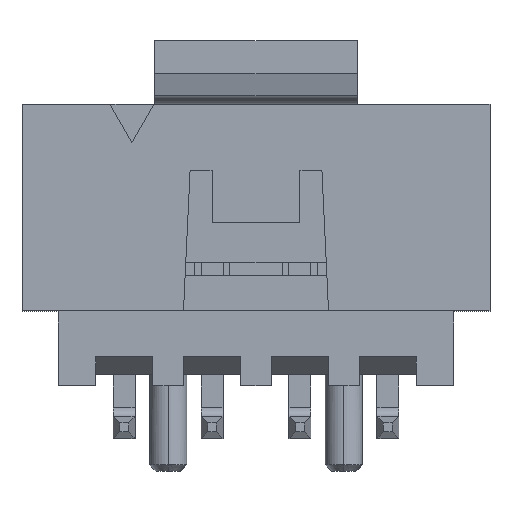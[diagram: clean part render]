
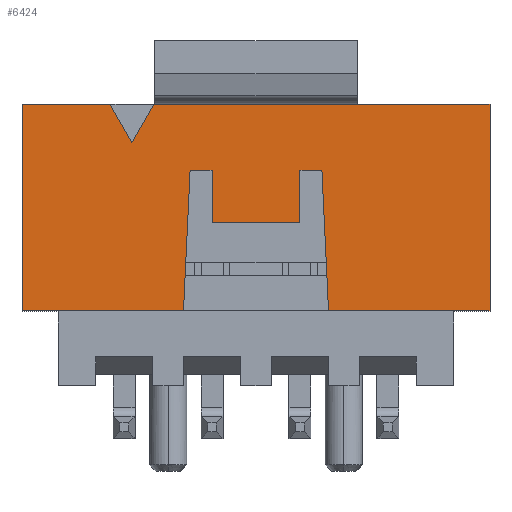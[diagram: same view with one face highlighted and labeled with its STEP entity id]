
A CAD part, top view. The second image highlights one B-rep face of the part: STEP entity #6424.
In plain terms, the highlighted planar face has unit normal (0, 0, 1).
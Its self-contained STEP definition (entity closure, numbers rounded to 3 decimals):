
#1596=DIRECTION('',(0.5,-0.866,0.));
#1597=VECTOR('',#1596,1.);
#1598=CARTESIAN_POINT('',(-3.325,3.2,3.15));
#1599=LINE('',#1598,#1597);
#1600=DIRECTION('',(0.5,0.866,0.));
#1601=VECTOR('',#1600,1.);
#1602=CARTESIAN_POINT('',(-2.825,2.334,3.15));
#1603=LINE('',#1602,#1601);
#1604=DIRECTION('',(-1.,0.,0.));
#1605=VECTOR('',#1604,7.65);
#1606=CARTESIAN_POINT('',(5.325,3.2,3.15));
#1607=LINE('',#1606,#1605);
#1608=DIRECTION('',(0.,1.,0.));
#1609=VECTOR('',#1608,4.7);
#1610=CARTESIAN_POINT('',(5.325,-1.5,3.15));
#1611=LINE('',#1610,#1609);
#1612=DIRECTION('',(1.,0.,0.));
#1613=VECTOR('',#1612,3.675);
#1614=CARTESIAN_POINT('',(1.65,-1.5,3.15));
#1615=LINE('',#1614,#1613);
#1616=DIRECTION('',(-0.047,0.999,0.));
#1617=VECTOR('',#1616,3.204);
#1618=CARTESIAN_POINT('',(1.65,-1.5,3.15));
#1619=LINE('',#1618,#1617);
#1620=DIRECTION('',(-1.,0.,0.));
#1621=VECTOR('',#1620,0.5);
#1622=CARTESIAN_POINT('',(1.5,1.7,3.15));
#1623=LINE('',#1622,#1621);
#1624=DIRECTION('',(0.,-1.,0.));
#1625=VECTOR('',#1624,1.2);
#1626=CARTESIAN_POINT('',(1.,1.7,3.15));
#1627=LINE('',#1626,#1625);
#1628=DIRECTION('',(-1.,0.,0.));
#1629=VECTOR('',#1628,2.);
#1630=CARTESIAN_POINT('',(1.,0.5,3.15));
#1631=LINE('',#1630,#1629);
#1632=DIRECTION('',(0.,1.,0.));
#1633=VECTOR('',#1632,1.2);
#1634=CARTESIAN_POINT('',(-1.,0.5,3.15));
#1635=LINE('',#1634,#1633);
#1636=DIRECTION('',(-1.,0.,0.));
#1637=VECTOR('',#1636,0.5);
#1638=CARTESIAN_POINT('',(-1.,1.7,3.15));
#1639=LINE('',#1638,#1637);
#1640=DIRECTION('',(-0.047,-0.999,0.));
#1641=VECTOR('',#1640,3.204);
#1642=CARTESIAN_POINT('',(-1.5,1.7,3.15));
#1643=LINE('',#1642,#1641);
#1644=DIRECTION('',(1.,0.,0.));
#1645=VECTOR('',#1644,3.675);
#1646=CARTESIAN_POINT('',(-5.325,-1.5,3.15));
#1647=LINE('',#1646,#1645);
#1648=DIRECTION('',(0.,-1.,0.));
#1649=VECTOR('',#1648,4.7);
#1650=CARTESIAN_POINT('',(-5.325,3.2,3.15));
#1651=LINE('',#1650,#1649);
#1652=DIRECTION('',(-1.,0.,0.));
#1653=VECTOR('',#1652,2.);
#1654=CARTESIAN_POINT('',(-3.325,3.2,3.15));
#1655=LINE('',#1654,#1653);
#3193=CARTESIAN_POINT('',(-5.325,3.2,3.15));
#3194=CARTESIAN_POINT('',(-5.325,-1.5,3.15));
#3195=VERTEX_POINT('',#3193);
#3196=VERTEX_POINT('',#3194);
#3197=CARTESIAN_POINT('',(5.325,-1.5,3.15));
#3198=CARTESIAN_POINT('',(5.325,3.2,3.15));
#3199=VERTEX_POINT('',#3197);
#3200=VERTEX_POINT('',#3198);
#3325=CARTESIAN_POINT('',(-3.325,3.2,3.15));
#3326=CARTESIAN_POINT('',(-2.825,2.334,3.15));
#3327=VERTEX_POINT('',#3325);
#3328=VERTEX_POINT('',#3326);
#3329=CARTESIAN_POINT('',(-2.325,3.2,3.15));
#3330=VERTEX_POINT('',#3329);
#3397=CARTESIAN_POINT('',(-1.,1.7,3.15));
#3398=CARTESIAN_POINT('',(-1.5,1.7,3.15));
#3399=VERTEX_POINT('',#3397);
#3400=VERTEX_POINT('',#3398);
#3401=CARTESIAN_POINT('',(-1.65,-1.5,3.15));
#3402=VERTEX_POINT('',#3401);
#3403=CARTESIAN_POINT('',(1.65,-1.5,3.15));
#3404=CARTESIAN_POINT('',(1.5,1.7,3.15));
#3405=VERTEX_POINT('',#3403);
#3406=VERTEX_POINT('',#3404);
#3407=CARTESIAN_POINT('',(1.,1.7,3.15));
#3408=VERTEX_POINT('',#3407);
#3457=CARTESIAN_POINT('',(1.,0.5,3.15));
#3458=VERTEX_POINT('',#3457);
#3459=CARTESIAN_POINT('',(-1.,0.5,3.15));
#3460=VERTEX_POINT('',#3459);
#6396=CARTESIAN_POINT('',(0.,0.,3.15));
#6397=DIRECTION('',(0.,0.,1.));
#6398=DIRECTION('',(1.,0.,0.));
#6399=AXIS2_PLACEMENT_3D('',#6396,#6397,#6398);
#6400=PLANE('',#6399);
#6402=ORIENTED_EDGE('',*,*,#6401,.T.);
#6404=ORIENTED_EDGE('',*,*,#6403,.T.);
#6405=ORIENTED_EDGE('',*,*,#4262,.F.);
#6406=ORIENTED_EDGE('',*,*,#4282,.F.);
#6407=ORIENTED_EDGE('',*,*,#5587,.F.);
#6408=ORIENTED_EDGE('',*,*,#5657,.T.);
#6410=ORIENTED_EDGE('',*,*,#6409,.T.);
#6412=ORIENTED_EDGE('',*,*,#6411,.T.);
#6414=ORIENTED_EDGE('',*,*,#6413,.T.);
#6416=ORIENTED_EDGE('',*,*,#6415,.T.);
#6417=ORIENTED_EDGE('',*,*,#6389,.T.);
#6418=ORIENTED_EDGE('',*,*,#5625,.T.);
#6419=ORIENTED_EDGE('',*,*,#5592,.F.);
#6420=ORIENTED_EDGE('',*,*,#4194,.F.);
#6421=ORIENTED_EDGE('',*,*,#4247,.F.);
#6422=EDGE_LOOP('',(#6402,#6404,#6405,#6406,#6407,#6408,#6410,#6412,#6414,#6416,
#6417,#6418,#6419,#6420,#6421));
#6423=FACE_OUTER_BOUND('',#6422,.F.);
#6424=ADVANCED_FACE('',(#6423),#6400,.T.);
#4194=EDGE_CURVE('',#3195,#3196,#1651,.T.);
#4247=EDGE_CURVE('',#3327,#3195,#1655,.T.);
#4262=EDGE_CURVE('',#3200,#3330,#1607,.T.);
#4282=EDGE_CURVE('',#3199,#3200,#1611,.T.);
#5587=EDGE_CURVE('',#3405,#3199,#1615,.T.);
#5592=EDGE_CURVE('',#3196,#3402,#1647,.T.);
#5625=EDGE_CURVE('',#3400,#3402,#1643,.T.);
#5657=EDGE_CURVE('',#3405,#3406,#1619,.T.);
#6389=EDGE_CURVE('',#3399,#3400,#1639,.T.);
#6401=EDGE_CURVE('',#3327,#3328,#1599,.T.);
#6403=EDGE_CURVE('',#3328,#3330,#1603,.T.);
#6409=EDGE_CURVE('',#3406,#3408,#1623,.T.);
#6411=EDGE_CURVE('',#3408,#3458,#1627,.T.);
#6413=EDGE_CURVE('',#3458,#3460,#1631,.T.);
#6415=EDGE_CURVE('',#3460,#3399,#1635,.T.);
